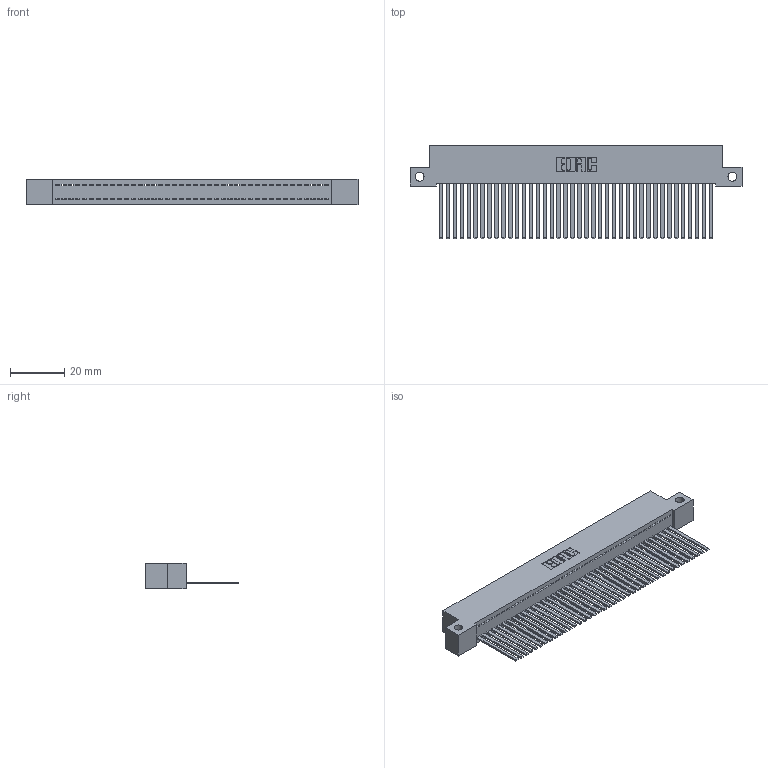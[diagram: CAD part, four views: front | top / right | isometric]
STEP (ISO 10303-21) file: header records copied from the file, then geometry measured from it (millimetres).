
FILE_DESCRIPTION (( 'STEP AP203' ), '1' );
FILE_NAME ('342-040-544-112.STEP', '2019-10-02T16:56:05', ( '' ), ( '' ), 'SwSTEP 2.0', 'SolidWorks 2016', '' );
FILE_SCHEMA (( 'CONFIG_CONTROL_DESIGN' ));
Length unit declared in the file: inch
Products named in the file (3): 342 Part_Side Mount; 345-292-001_345-293-144; 342-040-544-112
Assembly tree (41 placements, depth 2):
  342-040-544-112
    342 Part_Side Mount
    345-292-001_345-293-144  x40
Bounding box: 121.92 x 34.3 x 9.4 mm (x, y, z)
Volume: 11071.9 mm3; surface area: 17376.6 mm2
Topology: 41 solids, 41 shells, 2190 faces, 6619 edges, 4358 vertices
Faces by surface type: plane 1586, cylinder 604
Entity records: 24399 total; most frequent: CARTESIAN_POINT 4214, ORIENTED_EDGE 4190, DIRECTION 3555, EDGE_CURVE 2095, VECTOR 1971, LINE 1971, VERTEX_POINT 1394, AXIS2_PLACEMENT_3D 792
